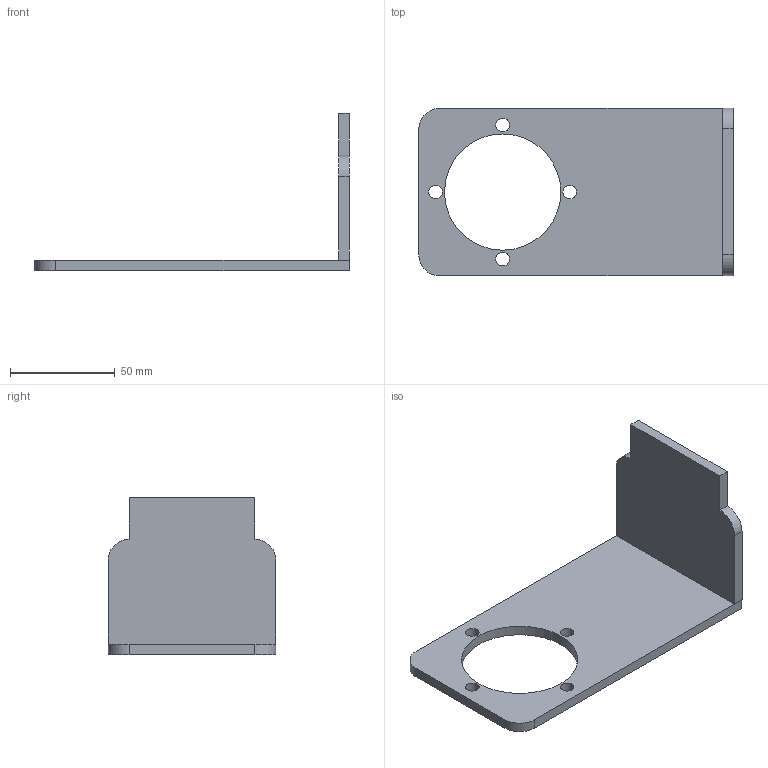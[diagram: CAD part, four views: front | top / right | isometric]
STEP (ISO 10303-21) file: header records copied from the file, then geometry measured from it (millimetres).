
FILE_DESCRIPTION (( 'STEP AP214' ), '1' );
FILE_NAME ('Support moteur.STEP', '2019-10-16T09:34:28', ( '' ), ( '' ), 'SwSTEP 2.0', 'SolidWorks 2014', '' );
FILE_SCHEMA (( 'AUTOMOTIVE_DESIGN' ));
Length unit declared in the file: millimetre
Products named in the file (3): Support moteur; Support moteur 2; Support moteur 1
Assembly tree (2 placements, depth 2):
  Support moteur
    Support moteur 1
    Support moteur 2
Bounding box: 150 x 80 x 75 mm (x, y, z)
Volume: 72811 mm3; surface area: 34118.8 mm2
Topology: 2 solids, 2 shells, 28 faces, 72 edges, 48 vertices
Faces by surface type: cylinder 14, plane 14
Entity records: 994 total; most frequent: DIRECTION 166, CARTESIAN_POINT 153, ORIENTED_EDGE 144, EDGE_CURVE 72, AXIS2_PLACEMENT_3D 61, VERTEX_POINT 48, LINE 44, VECTOR 44
